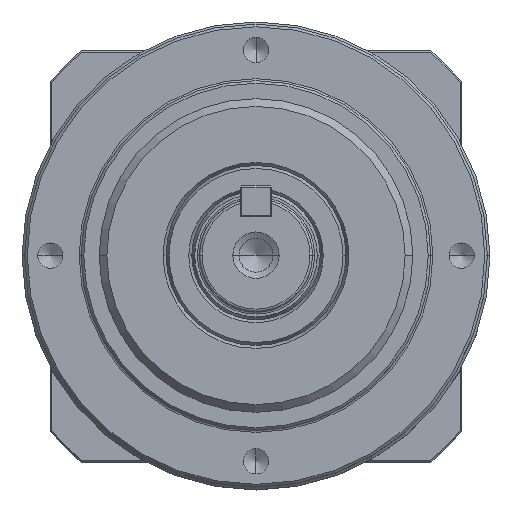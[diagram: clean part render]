
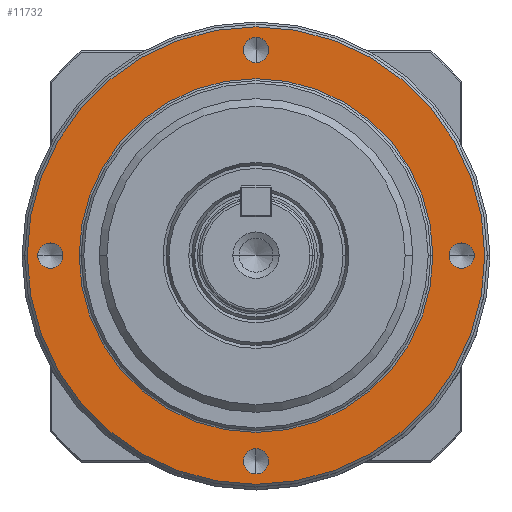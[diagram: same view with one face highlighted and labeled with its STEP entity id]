
A CAD part, top view. The second image highlights one B-rep face of the part: STEP entity #11732.
In plain terms, the highlighted planar face has unit normal (0, 0, 1).
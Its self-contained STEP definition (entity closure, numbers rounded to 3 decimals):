
#200 = ORIENTED_EDGE ( 'NONE', *, *, #2661, .T. ) ;
#428 = ORIENTED_EDGE ( 'NONE', *, *, #4178, .F. ) ;
#429 = CIRCLE ( 'NONE', #3203, 44.5 ) ;
#430 = EDGE_CURVE ( 'NONE', #3941, #10919, #3665, .T. ) ;
#634 = AXIS2_PLACEMENT_3D ( 'NONE', #14115, #10841, #9671 ) ;
#711 = DIRECTION ( 'NONE',  ( -1., 0., 0. ) ) ;
#718 = CARTESIAN_POINT ( 'NONE',  ( 0., 37.541, 0. ) ) ;
#725 = AXIS2_PLACEMENT_3D ( 'NONE', #13279, #881, #5320 ) ;
#833 = VERTEX_POINT ( 'NONE', #6367 ) ;
#842 = AXIS2_PLACEMENT_3D ( 'NONE', #3270, #13502, #1090 ) ;
#852 = EDGE_CURVE ( 'NONE', #1034, #7648, #13479, .T. ) ;
#881 = DIRECTION ( 'NONE',  ( 0., 0., -1. ) ) ;
#955 = EDGE_CURVE ( 'NONE', #1962, #1209, #429, .T. ) ;
#974 = VERTEX_POINT ( 'NONE', #1356 ) ;
#1034 = VERTEX_POINT ( 'NONE', #2515 ) ;
#1090 = DIRECTION ( 'NONE',  ( -1., 0., 0. ) ) ;
#1206 = DIRECTION ( 'NONE',  ( 0., 0., -1. ) ) ;
#1209 = VERTEX_POINT ( 'NONE', #9631 ) ;
#1356 = CARTESIAN_POINT ( 'NONE',  ( 37.541, 0., 0. ) ) ;
#1397 = CARTESIAN_POINT ( 'NONE',  ( -42.459, 0., 0. ) ) ;
#1705 = CIRCLE ( 'NONE', #8697, 2.459 ) ;
#1906 = ORIENTED_EDGE ( 'NONE', *, *, #852, .F. ) ;
#1958 = DIRECTION ( 'NONE',  ( 0., 0., -1. ) ) ;
#1962 = VERTEX_POINT ( 'NONE', #2181 ) ;
#2181 = CARTESIAN_POINT ( 'NONE',  ( -44.5, 0., 0. ) ) ;
#2508 = EDGE_CURVE ( 'NONE', #833, #6643, #5023, .T. ) ;
#2515 = CARTESIAN_POINT ( 'NONE',  ( -34.4, 0., 0. ) ) ;
#2661 = EDGE_CURVE ( 'NONE', #6882, #13425, #12272, .T. ) ;
#2934 = AXIS2_PLACEMENT_3D ( 'NONE', #4003, #1958, #7354 ) ;
#3203 = AXIS2_PLACEMENT_3D ( 'NONE', #8715, #1206, #10977 ) ;
#3270 = CARTESIAN_POINT ( 'NONE',  ( -40., 0., 0. ) ) ;
#3288 = DIRECTION ( 'NONE',  ( 0., 0., -1. ) ) ;
#3413 = AXIS2_PLACEMENT_3D ( 'NONE', #5866, #8132, #12572 ) ;
#3459 = DIRECTION ( 'NONE',  ( -1., 0., 0. ) ) ;
#3603 = EDGE_LOOP ( 'NONE', ( #8341, #6385 ) ) ;
#3665 = CIRCLE ( 'NONE', #634, 2.459 ) ;
#3865 = CARTESIAN_POINT ( 'NONE',  ( 42.459, 0., 0. ) ) ;
#3906 = DIRECTION ( 'NONE',  ( -1., 0., 0. ) ) ;
#3936 = CARTESIAN_POINT ( 'NONE',  ( -40., 0., 0. ) ) ;
#3941 = VERTEX_POINT ( 'NONE', #4365 ) ;
#3986 = CARTESIAN_POINT ( 'NONE',  ( 0., 0., 0. ) ) ;
#4003 = CARTESIAN_POINT ( 'NONE',  ( 0., -40., 0. ) ) ;
#4086 = DIRECTION ( 'NONE',  ( 1., 0., 0. ) ) ;
#4178 = EDGE_CURVE ( 'NONE', #1209, #1962, #4380, .T. ) ;
#4227 = FACE_BOUND ( 'NONE', #12047, .T. ) ;
#4365 = CARTESIAN_POINT ( 'NONE',  ( 0., 42.459, 0. ) ) ;
#4380 = CIRCLE ( 'NONE', #12537, 44.5 ) ;
#4472 = AXIS2_PLACEMENT_3D ( 'NONE', #5830, #9177, #3906 ) ;
#4536 = EDGE_LOOP ( 'NONE', ( #6689, #11670 ) ) ;
#4781 = EDGE_CURVE ( 'NONE', #13294, #974, #12260, .T. ) ;
#5023 = CIRCLE ( 'NONE', #2934, 2.459 ) ;
#5116 = ORIENTED_EDGE ( 'NONE', *, *, #12278, .F. ) ;
#5283 = CIRCLE ( 'NONE', #14375, 2.459 ) ;
#5320 = DIRECTION ( 'NONE',  ( -1., 0., 0. ) ) ;
#5417 = EDGE_CURVE ( 'NONE', #13425, #6882, #13423, .T. ) ;
#5441 = AXIS2_PLACEMENT_3D ( 'NONE', #6568, #3288, #4086 ) ;
#5457 = FACE_OUTER_BOUND ( 'NONE', #12913, .T. ) ;
#5830 = CARTESIAN_POINT ( 'NONE',  ( 0., 0., 0. ) ) ;
#5866 = CARTESIAN_POINT ( 'NONE',  ( 40., 0., 0. ) ) ;
#6367 = CARTESIAN_POINT ( 'NONE',  ( 0., -42.459, 0. ) ) ;
#6385 = ORIENTED_EDGE ( 'NONE', *, *, #13552, .T. ) ;
#6409 = FACE_BOUND ( 'NONE', #3603, .T. ) ;
#6426 = EDGE_LOOP ( 'NONE', ( #200, #12977 ) ) ;
#6568 = CARTESIAN_POINT ( 'NONE',  ( 40., 0., 0. ) ) ;
#6643 = VERTEX_POINT ( 'NONE', #7917 ) ;
#6661 = CARTESIAN_POINT ( 'NONE',  ( 0., 0., 0. ) ) ;
#6689 = ORIENTED_EDGE ( 'NONE', *, *, #4781, .T. ) ;
#6713 = CARTESIAN_POINT ( 'NONE',  ( -37.541, 0., 0. ) ) ;
#6741 = DIRECTION ( 'NONE',  ( 0., 0., 1. ) ) ;
#6882 = VERTEX_POINT ( 'NONE', #1397 ) ;
#7088 = ORIENTED_EDGE ( 'NONE', *, *, #2508, .T. ) ;
#7239 = FACE_BOUND ( 'NONE', #6426, .T. ) ;
#7354 = DIRECTION ( 'NONE',  ( 0., -1., 0. ) ) ;
#7478 = CARTESIAN_POINT ( 'NONE',  ( 0., -40., 0. ) ) ;
#7500 = CIRCLE ( 'NONE', #4472, 34.4 ) ;
#7556 = EDGE_CURVE ( 'NONE', #6643, #833, #5283, .T. ) ;
#7648 = VERTEX_POINT ( 'NONE', #7695 ) ;
#7695 = CARTESIAN_POINT ( 'NONE',  ( 34.4, 0., 0. ) ) ;
#7897 = ORIENTED_EDGE ( 'NONE', *, *, #7556, .T. ) ;
#7917 = CARTESIAN_POINT ( 'NONE',  ( 0., -37.541, 0. ) ) ;
#8132 = DIRECTION ( 'NONE',  ( 0., 0., -1. ) ) ;
#8213 = CARTESIAN_POINT ( 'NONE',  ( 0., 40., 0. ) ) ;
#8341 = ORIENTED_EDGE ( 'NONE', *, *, #430, .T. ) ;
#8395 = DIRECTION ( 'NONE',  ( -1., 0., 0. ) ) ;
#8442 = DIRECTION ( 'NONE',  ( 0., 0., -1. ) ) ;
#8466 = DIRECTION ( 'NONE',  ( 0., 0., -1. ) ) ;
#8697 = AXIS2_PLACEMENT_3D ( 'NONE', #8213, #12649, #10108 ) ;
#8715 = CARTESIAN_POINT ( 'NONE',  ( 0., 0., 0. ) ) ;
#9177 = DIRECTION ( 'NONE',  ( 0., 0., 1. ) ) ;
#9631 = CARTESIAN_POINT ( 'NONE',  ( 44.5, 0., 0. ) ) ;
#9671 = DIRECTION ( 'NONE',  ( 0., 1., 0. ) ) ;
#9740 = DIRECTION ( 'NONE',  ( 0., -1., 0. ) ) ;
#9754 = ORIENTED_EDGE ( 'NONE', *, *, #955, .F. ) ;
#10108 = DIRECTION ( 'NONE',  ( 0., 1., 0. ) ) ;
#10841 = DIRECTION ( 'NONE',  ( 0., 0., -1. ) ) ;
#10919 = VERTEX_POINT ( 'NONE', #718 ) ;
#10977 = DIRECTION ( 'NONE',  ( -1., 0., 0. ) ) ;
#11597 = AXIS2_PLACEMENT_3D ( 'NONE', #6661, #6741, #3459 ) ;
#11670 = ORIENTED_EDGE ( 'NONE', *, *, #14138, .T. ) ;
#11730 = CIRCLE ( 'NONE', #5441, 2.459 ) ;
#11732 = ADVANCED_FACE ( 'NONE', ( #5457, #13119, #7239, #6409, #12180, #4227 ), #12111, .F. ) ;
#11776 = EDGE_LOOP ( 'NONE', ( #7088, #7897 ) ) ;
#12047 = EDGE_LOOP ( 'NONE', ( #1906, #5116 ) ) ;
#12111 = PLANE ( 'NONE',  #725 ) ;
#12180 = FACE_BOUND ( 'NONE', #4536, .T. ) ;
#12260 = CIRCLE ( 'NONE', #3413, 2.459 ) ;
#12272 = CIRCLE ( 'NONE', #842, 2.459 ) ;
#12278 = EDGE_CURVE ( 'NONE', #7648, #1034, #7500, .T. ) ;
#12537 = AXIS2_PLACEMENT_3D ( 'NONE', #3986, #8442, #711 ) ;
#12572 = DIRECTION ( 'NONE',  ( 1., 0., 0. ) ) ;
#12649 = DIRECTION ( 'NONE',  ( 0., 0., -1. ) ) ;
#12913 = EDGE_LOOP ( 'NONE', ( #9754, #428 ) ) ;
#12977 = ORIENTED_EDGE ( 'NONE', *, *, #5417, .T. ) ;
#13119 = FACE_BOUND ( 'NONE', #11776, .T. ) ;
#13164 = AXIS2_PLACEMENT_3D ( 'NONE', #3936, #8466, #8395 ) ;
#13279 = CARTESIAN_POINT ( 'NONE',  ( 0., 0., 0. ) ) ;
#13294 = VERTEX_POINT ( 'NONE', #3865 ) ;
#13423 = CIRCLE ( 'NONE', #13164, 2.459 ) ;
#13425 = VERTEX_POINT ( 'NONE', #6713 ) ;
#13479 = CIRCLE ( 'NONE', #11597, 34.4 ) ;
#13502 = DIRECTION ( 'NONE',  ( 0., 0., -1. ) ) ;
#13552 = EDGE_CURVE ( 'NONE', #10919, #3941, #1705, .T. ) ;
#14115 = CARTESIAN_POINT ( 'NONE',  ( 0., 40., 0. ) ) ;
#14138 = EDGE_CURVE ( 'NONE', #974, #13294, #11730, .T. ) ;
#14325 = DIRECTION ( 'NONE',  ( 0., 0., -1. ) ) ;
#14375 = AXIS2_PLACEMENT_3D ( 'NONE', #7478, #14325, #9740 ) ;
